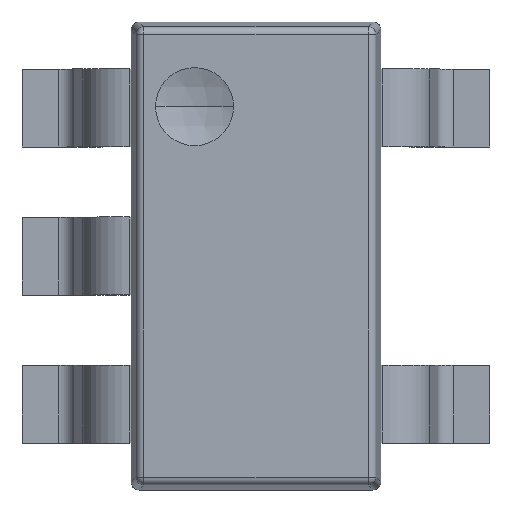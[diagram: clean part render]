
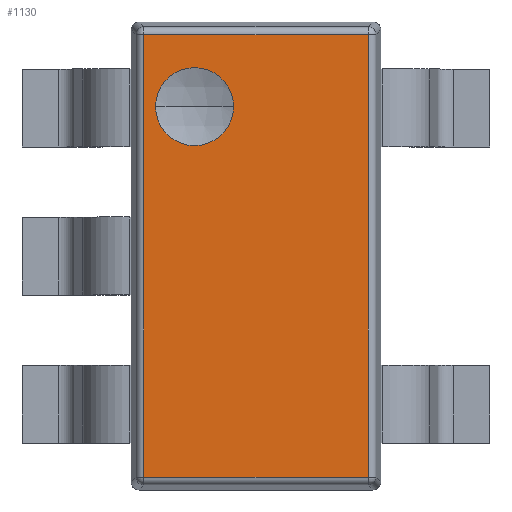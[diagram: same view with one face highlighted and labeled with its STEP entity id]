
A CAD part, top view. The second image highlights one B-rep face of the part: STEP entity #1130.
In plain terms, the highlighted planar face has unit normal (0, 0, 1).
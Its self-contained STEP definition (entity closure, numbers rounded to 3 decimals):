
#21 = EDGE_CURVE ( 'NONE', #525, #523, #1278, .T. ) ;
#116 = EDGE_CURVE ( 'NONE', #523, #525, #1295, .T. ) ;
#117 = EDGE_CURVE ( 'NONE', #722, #733, #1826, .T. ) ;
#118 = EDGE_CURVE ( 'NONE', #734, #722, #1829, .T. ) ;
#119 = EDGE_CURVE ( 'NONE', #733, #732, #1832, .T. ) ;
#120 = EDGE_CURVE ( 'NONE', #732, #734, #1835, .T. ) ;
#297 = AXIS2_PLACEMENT_3D ( 'NONE', #1534, #1538, #1539 ) ;
#481 = ORIENTED_EDGE ( 'NONE', *, *, #116, .F. ) ;
#482 = ORIENTED_EDGE ( 'NONE', *, *, #118, .T. ) ;
#483 = ORIENTED_EDGE ( 'NONE', *, *, #21, .F. ) ;
#484 = ORIENTED_EDGE ( 'NONE', *, *, #119, .T. ) ;
#485 = ORIENTED_EDGE ( 'NONE', *, *, #117, .T. ) ;
#486 = ORIENTED_EDGE ( 'NONE', *, *, #120, .T. ) ;
#523 = VERTEX_POINT ( 'NONE', #2719 ) ;
#525 = VERTEX_POINT ( 'NONE', #2721 ) ;
#599 = EDGE_LOOP ( 'NONE', ( #481, #483 ) ) ;
#600 = EDGE_LOOP ( 'NONE', ( #482, #485, #484, #486 ) ) ;
#722 = VERTEX_POINT ( 'NONE', #2887 ) ;
#732 = VERTEX_POINT ( 'NONE', #2897 ) ;
#733 = VERTEX_POINT ( 'NONE', #2898 ) ;
#734 = VERTEX_POINT ( 'NONE', #2899 ) ;
#1130 = ADVANCED_FACE ( 'NONE', ( #2812, #2796 ), #3001, .T. ) ;
#1278 = CIRCLE ( 'NONE', #297, 0.25 ) ;
#1295 = CIRCLE ( 'NONE', #1919, 0.25 ) ;
#1534 = CARTESIAN_POINT ( 'NONE',  ( -0.394, 0.957, 1.3 ) ) ;
#1538 = DIRECTION ( 'NONE',  ( 0., 0., 1. ) ) ;
#1539 = DIRECTION ( 'NONE',  ( 1., 0., 0. ) ) ;
#1717 = CARTESIAN_POINT ( 'NONE',  ( -0.394, 0.957, 1.3 ) ) ;
#1823 = DIRECTION ( 'NONE',  ( 0., 0., 1. ) ) ;
#1824 = DIRECTION ( 'NONE',  ( 1., 0., 0. ) ) ;
#1826 = LINE ( 'NONE', #1827, #1925 ) ;
#1827 = CARTESIAN_POINT ( 'NONE',  ( -0.8, -1.419, 1.3 ) ) ;
#1828 = DIRECTION ( 'NONE',  ( 1., 0., 0. ) ) ;
#1829 = LINE ( 'NONE', #1830, #1927 ) ;
#1830 = CARTESIAN_POINT ( 'NONE',  ( -0.719, -1.5, 1.3 ) ) ;
#1831 = DIRECTION ( 'NONE',  ( 0., -1., 0. ) ) ;
#1832 = LINE ( 'NONE', #1833, #1928 ) ;
#1833 = CARTESIAN_POINT ( 'NONE',  ( 0.719, -1.5, 1.3 ) ) ;
#1834 = DIRECTION ( 'NONE',  ( 0., 1., 0. ) ) ;
#1835 = LINE ( 'NONE', #1836, #1929 ) ;
#1836 = CARTESIAN_POINT ( 'NONE',  ( -0.8, 1.419, 1.3 ) ) ;
#1919 = AXIS2_PLACEMENT_3D ( 'NONE', #1717, #1823, #1824 ) ;
#1925 = VECTOR ( 'NONE', #1828, 1000. ) ;
#1927 = VECTOR ( 'NONE', #1831, 1000. ) ;
#1928 = VECTOR ( 'NONE', #1834, 1000. ) ;
#1929 = VECTOR ( 'NONE', #1945, 1000. ) ;
#1945 = DIRECTION ( 'NONE',  ( -1., 0., 0. ) ) ;
#2719 = CARTESIAN_POINT ( 'NONE',  ( -0.144, 0.957, 1.3 ) ) ;
#2721 = CARTESIAN_POINT ( 'NONE',  ( -0.644, 0.957, 1.3 ) ) ;
#2796 = FACE_OUTER_BOUND ( 'NONE', #600, .T. ) ;
#2812 = FACE_BOUND ( 'NONE', #599, .T. ) ;
#2819 = AXIS2_PLACEMENT_3D ( 'NONE', #3002, #3003, #3004 ) ;
#2887 = CARTESIAN_POINT ( 'NONE',  ( -0.719, -1.419, 1.3 ) ) ;
#2897 = CARTESIAN_POINT ( 'NONE',  ( 0.719, 1.419, 1.3 ) ) ;
#2898 = CARTESIAN_POINT ( 'NONE',  ( 0.719, -1.419, 1.3 ) ) ;
#2899 = CARTESIAN_POINT ( 'NONE',  ( -0.719, 1.419, 1.3 ) ) ;
#3001 = PLANE ( 'NONE',  #2819 ) ;
#3002 = CARTESIAN_POINT ( 'NONE',  ( -0.8, -1.5, 1.3 ) ) ;
#3003 = DIRECTION ( 'NONE',  ( 0., 0., 1. ) ) ;
#3004 = DIRECTION ( 'NONE',  ( 1., 0., 0. ) ) ;
